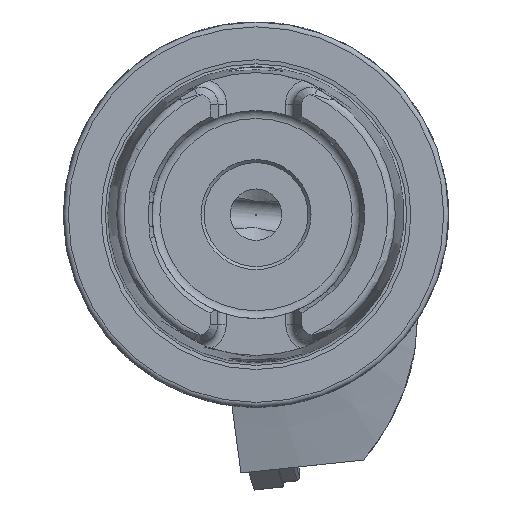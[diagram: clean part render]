
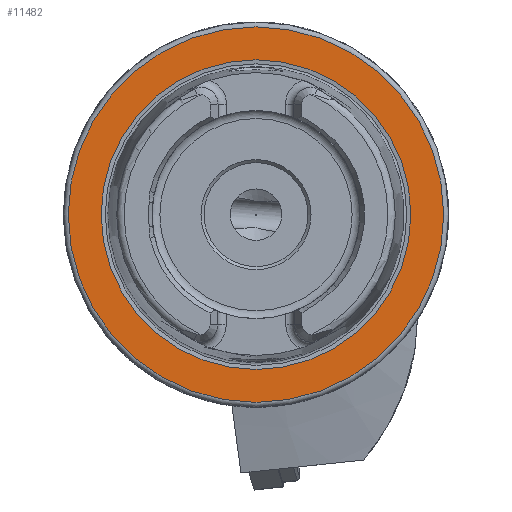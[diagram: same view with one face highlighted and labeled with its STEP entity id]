
A CAD part, left-side view. The second image highlights one B-rep face of the part: STEP entity #11482.
In plain terms, the highlighted planar face has unit normal (-1, 0, 0).
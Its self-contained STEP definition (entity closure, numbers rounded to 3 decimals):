
#516 = DIRECTION ( 'NONE',  ( 0., 0., -1. ) ) ;
#1657 = DIRECTION ( 'NONE',  ( 0., 0., 1. ) ) ;
#2357 = CARTESIAN_POINT ( 'NONE',  ( 0., 0., 0. ) ) ;
#2592 = CARTESIAN_POINT ( 'NONE',  ( 0., 0., 25.324 ) ) ;
#2877 = AXIS2_PLACEMENT_3D ( 'NONE', #2357, #6882, #1657 ) ;
#4394 = CARTESIAN_POINT ( 'NONE',  ( 0., 0., 0. ) ) ;
#4766 = AXIS2_PLACEMENT_3D ( 'NONE', #11041, #18569, #516 ) ;
#5747 = VERTEX_POINT ( 'NONE', #12827 ) ;
#5906 = FACE_BOUND ( 'NONE', #15066, .T. ) ;
#6126 = DIRECTION ( 'NONE',  ( 0., 0., 1. ) ) ;
#6324 = EDGE_CURVE ( 'NONE', #5747, #5747, #9404, .T. ) ;
#6882 = DIRECTION ( 'NONE',  ( -1., 0., 0. ) ) ;
#8265 = VERTEX_POINT ( 'NONE', #2592 ) ;
#9171 = AXIS2_PLACEMENT_3D ( 'NONE', #4394, #13443, #6126 ) ;
#9237 = ORIENTED_EDGE ( 'NONE', *, *, #6324, .T. ) ;
#9404 = CIRCLE ( 'NONE', #9171, 30.7 ) ;
#10467 = CIRCLE ( 'NONE', #2877, 25.324 ) ;
#10597 = EDGE_LOOP ( 'NONE', ( #9237 ) ) ;
#11041 = CARTESIAN_POINT ( 'NONE',  ( 0., 30.7, 0. ) ) ;
#11482 = ADVANCED_FACE ( 'NONE', ( #5906, #18763 ), #12623, .F. ) ;
#12623 = PLANE ( 'NONE',  #4766 ) ;
#12827 = CARTESIAN_POINT ( 'NONE',  ( 0., 0., 30.7 ) ) ;
#13443 = DIRECTION ( 'NONE',  ( -1., 0., 0. ) ) ;
#13779 = ORIENTED_EDGE ( 'NONE', *, *, #17471, .F. ) ;
#15066 = EDGE_LOOP ( 'NONE', ( #13779 ) ) ;
#17471 = EDGE_CURVE ( 'NONE', #8265, #8265, #10467, .T. ) ;
#18569 = DIRECTION ( 'NONE',  ( 1., 0., 0. ) ) ;
#18763 = FACE_OUTER_BOUND ( 'NONE', #10597, .T. ) ;
